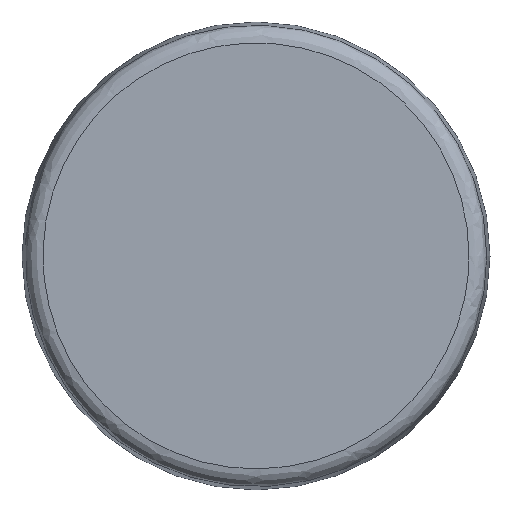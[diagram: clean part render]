
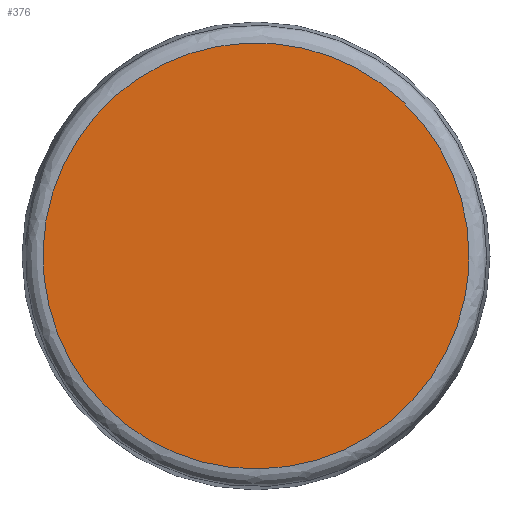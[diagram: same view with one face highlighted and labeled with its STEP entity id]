
A CAD part, top view. The second image highlights one B-rep face of the part: STEP entity #376.
In plain terms, the highlighted planar face has unit normal (0, 0, 1).
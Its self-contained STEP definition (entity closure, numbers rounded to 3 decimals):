
#95 = ( BOUNDED_SURFACE() B_SPLINE_SURFACE(2,14,(
    (#96,#97,#98,#99,#100,#101,#102,#103,#104,#105,#106,#107,#108,#109
      ,#110)
    ,(#111,#112,#113,#114,#115,#116,#117,#118,#119,#120,#121,#122,#123
      ,#124,#125)
    ,(#126,#127,#128,#129,#130,#131,#132,#133,#134,#135,#136,#137,#138
      ,#139,#140
)),.UNSPECIFIED.,.F.,.T.,.F.) B_SPLINE_SURFACE_WITH_KNOTS((3,3),(15,15),
  (0.,15.895),(0.,15.895),
.PIECEWISE_BEZIER_KNOTS.) GEOMETRIC_REPRESENTATION_ITEM() 
RATIONAL_B_SPLINE_SURFACE((
    (1.,1.,1.,1.,1.,1.,1.,1.,1.,1.
      ,1.,1.,1.,1.,1.)
    ,(0.764,0.764,0.764,0.764
      ,0.764,0.764,0.764,0.764
      ,0.764,0.764,0.764,0.764
      ,0.764,0.764,0.764)
    ,(1.,1.,1.,1.,1.,1.,1.,1.,1.,1.
,1.,1.,1.,1.,1.))) REPRESENTATION_ITEM('') SURFACE() );
#96 = CARTESIAN_POINT('',(2.564,0.,1.033));
#97 = CARTESIAN_POINT('',(2.564,1.134,1.033)
  );
#98 = CARTESIAN_POINT('',(2.024,2.292,1.033));
#99 = CARTESIAN_POINT('',(0.905,3.172,1.033)
  );
#100 = CARTESIAN_POINT('',(-0.62,3.462,1.033)
  );
#101 = CARTESIAN_POINT('',(-2.199,2.889,1.033
    ));
#102 = CARTESIAN_POINT('',(-3.259,1.755,1.033
    ));
#103 = CARTESIAN_POINT('',(-3.93,0.,
    1.033));
#104 = CARTESIAN_POINT('',(-3.259,-1.755,
    1.033));
#105 = CARTESIAN_POINT('',(-2.199,-2.889,
    1.033));
#106 = CARTESIAN_POINT('',(-0.62,-3.462,
    1.033));
#107 = CARTESIAN_POINT('',(0.905,-3.172,1.033
    ));
#108 = CARTESIAN_POINT('',(2.024,-2.292,1.033)
  );
#109 = CARTESIAN_POINT('',(2.564,-1.134,1.033
    ));
#110 = CARTESIAN_POINT('',(2.564,0.,
    1.033));
#111 = CARTESIAN_POINT('',(2.535,0.,1.2));
#112 = CARTESIAN_POINT('',(2.535,1.121,1.2));
#113 = CARTESIAN_POINT('',(2.001,2.267,1.2));
#114 = CARTESIAN_POINT('',(0.896,3.137,1.2));
#115 = CARTESIAN_POINT('',(-0.613,3.424,1.2));
#116 = CARTESIAN_POINT('',(-2.175,2.857,1.2));
#117 = CARTESIAN_POINT('',(-3.223,1.735,1.2));
#118 = CARTESIAN_POINT('',(-3.886,0.,1.2));
#119 = CARTESIAN_POINT('',(-3.223,-1.735,1.2));
#120 = CARTESIAN_POINT('',(-2.175,-2.857,1.2));
#121 = CARTESIAN_POINT('',(-0.613,-3.424,1.2));
#122 = CARTESIAN_POINT('',(0.896,-3.137,1.2));
#123 = CARTESIAN_POINT('',(2.001,-2.267,1.2));
#124 = CARTESIAN_POINT('',(2.535,-1.121,1.2));
#125 = CARTESIAN_POINT('',(2.535,0.,1.2));
#126 = CARTESIAN_POINT('',(2.366,0.,1.2));
#127 = CARTESIAN_POINT('',(2.366,1.047,1.2));
#128 = CARTESIAN_POINT('',(1.868,2.116,1.2));
#129 = CARTESIAN_POINT('',(0.836,2.928,1.2));
#130 = CARTESIAN_POINT('',(-0.572,3.195,1.2));
#131 = CARTESIAN_POINT('',(-2.03,2.667,1.2
    ));
#132 = CARTESIAN_POINT('',(-3.008,1.62,1.2
    ));
#133 = CARTESIAN_POINT('',(-3.627,0.,
    1.2));
#134 = CARTESIAN_POINT('',(-3.008,-1.62,
    1.2));
#135 = CARTESIAN_POINT('',(-2.03,-2.667,
    1.2));
#136 = CARTESIAN_POINT('',(-0.572,-3.195,
    1.2));
#137 = CARTESIAN_POINT('',(0.836,-2.928,1.2));
#138 = CARTESIAN_POINT('',(1.868,-2.116,1.2));
#139 = CARTESIAN_POINT('',(2.366,-1.047,1.2));
#140 = CARTESIAN_POINT('',(2.366,0.,1.2));
#180 = VERTEX_POINT('',#181);
#181 = CARTESIAN_POINT('',(2.366,0.,1.2));
#200 = EDGE_CURVE('',#180,#180,#201,.T.);
#201 = SURFACE_CURVE('',#202,(#218,#225),.PCURVE_S1.);
#202 = ( BOUNDED_CURVE() B_SPLINE_CURVE(14,(#203,#204,#205,#206,#207,
    #208,#209,#210,#211,#212,#213,#214,#215,#216,#217),.UNSPECIFIED.,.T.
,.F.) B_SPLINE_CURVE_WITH_KNOTS((15,15),(0.,
15.895),.PIECEWISE_BEZIER_KNOTS.) CURVE() 
GEOMETRIC_REPRESENTATION_ITEM() RATIONAL_B_SPLINE_CURVE((1.,1.,1.,1.,1.,
    1.,1.,1.,1.,1.,1.,1.
,1.,1.,1.)) REPRESENTATION_ITEM('') );
#203 = CARTESIAN_POINT('',(2.366,0.,1.2));
#204 = CARTESIAN_POINT('',(2.366,1.047,1.2));
#205 = CARTESIAN_POINT('',(1.868,2.116,1.2));
#206 = CARTESIAN_POINT('',(0.836,2.928,1.2));
#207 = CARTESIAN_POINT('',(-0.572,3.195,1.2));
#208 = CARTESIAN_POINT('',(-2.03,2.667,1.2
    ));
#209 = CARTESIAN_POINT('',(-3.008,1.62,1.2
    ));
#210 = CARTESIAN_POINT('',(-3.627,0.,
    1.2));
#211 = CARTESIAN_POINT('',(-3.008,-1.62,
    1.2));
#212 = CARTESIAN_POINT('',(-2.03,-2.667,
    1.2));
#213 = CARTESIAN_POINT('',(-0.572,-3.195,
    1.2));
#214 = CARTESIAN_POINT('',(0.836,-2.928,1.2));
#215 = CARTESIAN_POINT('',(1.868,-2.116,1.2));
#216 = CARTESIAN_POINT('',(2.366,-1.047,1.2));
#217 = CARTESIAN_POINT('',(2.366,0.,1.2));
#218 = PCURVE('',#95,#219);
#219 = DEFINITIONAL_REPRESENTATION('',(#220),#224);
#220 = LINE('',#221,#222);
#221 = CARTESIAN_POINT('',(15.895,0.));
#222 = VECTOR('',#223,1.);
#223 = DIRECTION('',(0.,1.));
#224 = ( GEOMETRIC_REPRESENTATION_CONTEXT(2) 
PARAMETRIC_REPRESENTATION_CONTEXT() REPRESENTATION_CONTEXT('2D SPACE',''
  ) );
#225 = PCURVE('',#226,#231);
#226 = PLANE('',#227);
#227 = AXIS2_PLACEMENT_3D('',#228,#229,#230);
#228 = CARTESIAN_POINT('',(0.,0.,1.2));
#229 = DIRECTION('',(0.,0.,1.));
#230 = DIRECTION('',(1.,0.,0.));
#231 = DEFINITIONAL_REPRESENTATION('',(#232),#248);
#232 = B_SPLINE_CURVE_WITH_KNOTS('',14,(#233,#234,#235,#236,#237,#238,
    #239,#240,#241,#242,#243,#244,#245,#246,#247),.UNSPECIFIED.,.F.,.F.,
  (15,15),(0.,15.895),
  .PIECEWISE_BEZIER_KNOTS.);
#233 = CARTESIAN_POINT('',(2.366,0.));
#234 = CARTESIAN_POINT('',(2.366,1.047));
#235 = CARTESIAN_POINT('',(1.868,2.116));
#236 = CARTESIAN_POINT('',(0.836,2.928));
#237 = CARTESIAN_POINT('',(-0.572,3.195));
#238 = CARTESIAN_POINT('',(-2.03,2.667));
#239 = CARTESIAN_POINT('',(-3.008,1.62));
#240 = CARTESIAN_POINT('',(-3.627,0.));
#241 = CARTESIAN_POINT('',(-3.008,-1.62));
#242 = CARTESIAN_POINT('',(-2.03,-2.667));
#243 = CARTESIAN_POINT('',(-0.572,-3.195));
#244 = CARTESIAN_POINT('',(0.836,-2.928));
#245 = CARTESIAN_POINT('',(1.868,-2.116));
#246 = CARTESIAN_POINT('',(2.366,-1.047));
#247 = CARTESIAN_POINT('',(2.366,0.));
#248 = ( GEOMETRIC_REPRESENTATION_CONTEXT(2) 
PARAMETRIC_REPRESENTATION_CONTEXT() REPRESENTATION_CONTEXT('2D SPACE',''
  ) );
#376 = ADVANCED_FACE('',(#377),#226,.T.);
#377 = FACE_BOUND('',#378,.T.);
#378 = EDGE_LOOP('',(#379));
#379 = ORIENTED_EDGE('',*,*,#200,.T.);
